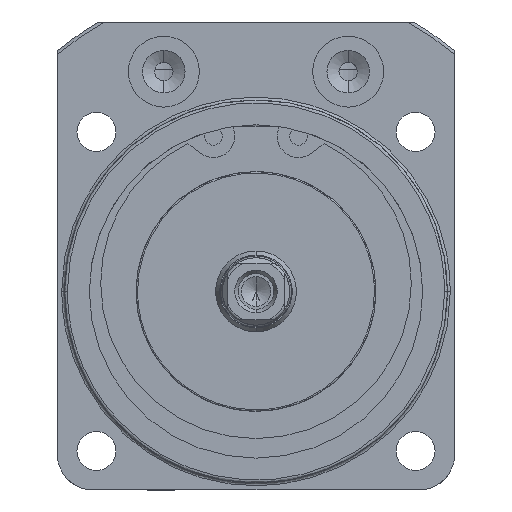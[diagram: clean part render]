
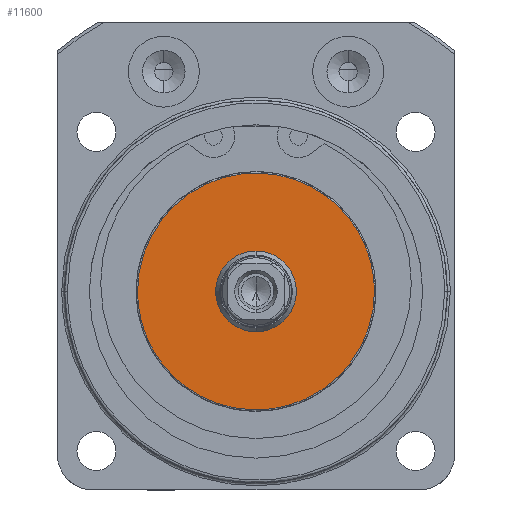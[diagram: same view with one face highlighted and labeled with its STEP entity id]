
A CAD part, front view. The second image highlights one B-rep face of the part: STEP entity #11600.
In plain terms, the highlighted planar face has unit normal (0, -1, 0).
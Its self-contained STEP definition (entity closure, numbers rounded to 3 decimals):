
#455 = FACE_OUTER_BOUND ( 'NONE', #11113, .T. ) ;
#560 = FACE_BOUND ( 'NONE', #11116, .T. ) ;
#1525 = CARTESIAN_POINT ( 'NONE',  ( -16.7, -97.4, 0. ) ) ;
#1686 = DIRECTION ( 'NONE',  ( -1., 0., 0. ) ) ;
#1687 = DIRECTION ( 'NONE',  ( 0., 1., 0. ) ) ;
#1690 = PLANE ( 'NONE',  #3470 ) ;
#2325 = EDGE_CURVE ( 'NONE', #11280, #11305, #9927, .T. ) ;
#2405 = EDGE_CURVE ( 'NONE', #11305, #11280, #9632, .T. ) ;
#2414 = EDGE_CURVE ( 'NONE', #11287, #11225, #10527, .T. ) ;
#2721 = CARTESIAN_POINT ( 'NONE',  ( -16.7, -97.4, 0. ) ) ;
#2722 = CARTESIAN_POINT ( 'NONE',  ( -16.7, -97.4, -33.4 ) ) ;
#2727 = CARTESIAN_POINT ( 'NONE',  ( 16.7, -97.4, -33.4 ) ) ;
#2728 = CARTESIAN_POINT ( 'NONE',  ( 16.7, -97.4, 0. ) ) ;
#3178 = EDGE_CURVE ( 'NONE', #11225, #11287, #10525, .T. ) ;
#3470 = AXIS2_PLACEMENT_3D ( 'NONE', #1525, #1687, #1686 ) ;
#4402 = AXIS2_PLACEMENT_3D ( 'NONE', #7777, #7776, #7775 ) ;
#4440 = AXIS2_PLACEMENT_3D ( 'NONE', #7131, #7130, #7129 ) ;
#6665 = ORIENTED_EDGE ( 'NONE', *, *, #2414, .F. ) ;
#6666 = ORIENTED_EDGE ( 'NONE', *, *, #3178, .F. ) ;
#6667 = ORIENTED_EDGE ( 'NONE', *, *, #2325, .F. ) ;
#6668 = ORIENTED_EDGE ( 'NONE', *, *, #2405, .F. ) ;
#7096 = CARTESIAN_POINT ( 'NONE',  ( -16.7, -97.4, 0. ) ) ;
#7098 = CARTESIAN_POINT ( 'NONE',  ( 16.7, -97.4, 33.4 ) ) ;
#7109 = CARTESIAN_POINT ( 'NONE',  ( 16.7, -97.4, 0. ) ) ;
#7112 = CARTESIAN_POINT ( 'NONE',  ( -16.7, -97.4, 33.4 ) ) ;
#7129 = DIRECTION ( 'NONE',  ( 1., 0., 0. ) ) ;
#7130 = DIRECTION ( 'NONE',  ( 0., -1., 0. ) ) ;
#7131 = CARTESIAN_POINT ( 'NONE',  ( 0., -97.4, 0. ) ) ;
#7775 = DIRECTION ( 'NONE',  ( 1., 0., 0. ) ) ;
#7776 = DIRECTION ( 'NONE',  ( 0., -1., 0. ) ) ;
#7777 = CARTESIAN_POINT ( 'NONE',  ( 0., -97.4, 0. ) ) ;
#8689 = CARTESIAN_POINT ( 'NONE',  ( 5.7, -97.4, 0. ) ) ;
#8707 = CARTESIAN_POINT ( 'NONE',  ( -16.7, -97.4, 0. ) ) ;
#8714 = CARTESIAN_POINT ( 'NONE',  ( -5.7, -97.4, 0. ) ) ;
#8769 = CARTESIAN_POINT ( 'NONE',  ( 16.7, -97.4, 0. ) ) ;
#9632 = CIRCLE ( 'NONE', #4440, 5.7 ) ;
#9927 = CIRCLE ( 'NONE', #4402, 5.7 ) ;
#10525 =( BOUNDED_CURVE ( )  B_SPLINE_CURVE ( 3, ( #2728, #2727, #2722, #2721 ),
 .UNSPECIFIED., .F., .T. ) 
 B_SPLINE_CURVE_WITH_KNOTS ( ( 4, 4 ),
 ( 0., 1. ),
 .UNSPECIFIED. ) 
 CURVE ( )  GEOMETRIC_REPRESENTATION_ITEM ( )  RATIONAL_B_SPLINE_CURVE ( ( 1., 0.333, 0.333, 1. ) ) 
 REPRESENTATION_ITEM ( '' )  );
#10527 =( BOUNDED_CURVE ( )  B_SPLINE_CURVE ( 3, ( #7096, #7112, #7098, #7109 ),
 .UNSPECIFIED., .F., .T. ) 
 B_SPLINE_CURVE_WITH_KNOTS ( ( 4, 4 ),
 ( 0., 1. ),
 .UNSPECIFIED. ) 
 CURVE ( )  GEOMETRIC_REPRESENTATION_ITEM ( )  RATIONAL_B_SPLINE_CURVE ( ( 1., 0.333, 0.333, 1. ) ) 
 REPRESENTATION_ITEM ( '' )  );
#11113 = EDGE_LOOP ( 'NONE', ( #6666, #6665 ) ) ;
#11116 = EDGE_LOOP ( 'NONE', ( #6668, #6667 ) ) ;
#11225 = VERTEX_POINT ( 'NONE', #8769 ) ;
#11280 = VERTEX_POINT ( 'NONE', #8714 ) ;
#11287 = VERTEX_POINT ( 'NONE', #8707 ) ;
#11305 = VERTEX_POINT ( 'NONE', #8689 ) ;
#11600 = ADVANCED_FACE ( 'NONE', ( #560, #455 ), #1690, .F. ) ;
